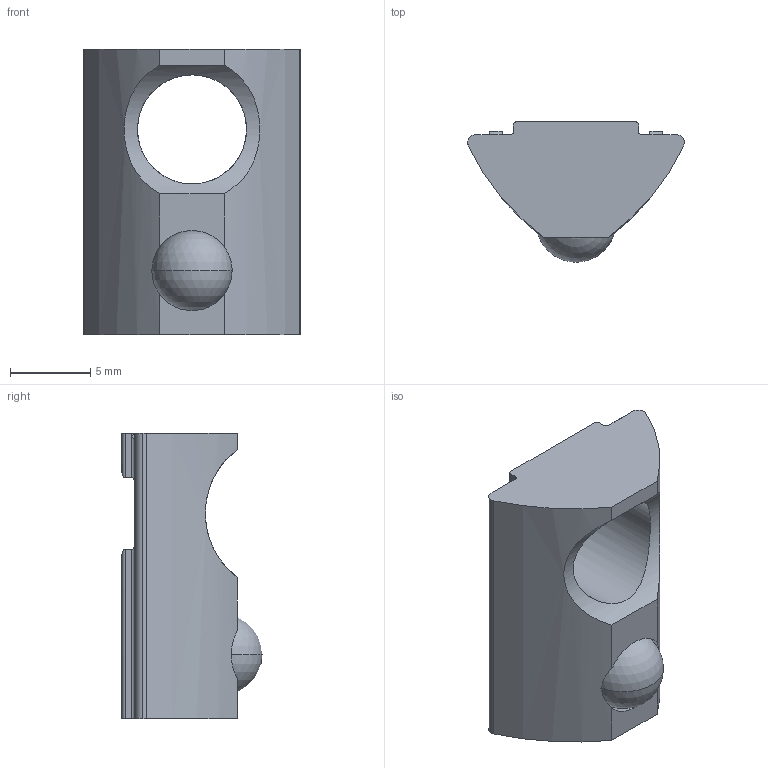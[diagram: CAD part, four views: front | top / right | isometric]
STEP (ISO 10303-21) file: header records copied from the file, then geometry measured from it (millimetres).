
FILE_DESCRIPTION (( 'STEP AP214' ), '1' );
FILE_NAME ('new products096020S111.step', '2017-09-26T11:57:57', ( '' ), ( '' ), 'SwSTEP 2.0', 'SolidWorks 2017', '' );
FILE_SCHEMA (( 'AUTOMOTIVE_DESIGN' ));
Length unit declared in the file: millimetre
Products named in the file (4): new products096020S111; 096020s94r01_096020s94r01 f〉 096020s111 gekerbt; 340me007_Standard; 340me023_gestaucht
Assembly tree (3 placements, depth 2):
  new products096020S111
    096020s94r01_096020s94r01 f〉 096020s111 gekerbt
    340me007_Standard
    340me023_gestaucht
Bounding box: 13.5 x 8.73 x 17.8 mm (x, y, z)
Volume: 904.5 mm3; surface area: 1038.3 mm2
Topology: 3 solids, 3 shells, 55 faces, 148 edges, 95 vertices
Faces by surface type: plane 23, cylinder 20, torus 6, cone 2, sphere 2, bspline 2
Entity records: 2641 total; most frequent: CARTESIAN_POINT 1118, DIRECTION 289, ORIENTED_EDGE 286, EDGE_CURVE 143, AXIS2_PLACEMENT_3D 109, VERTEX_POINT 92, VECTOR 71, LINE 71
